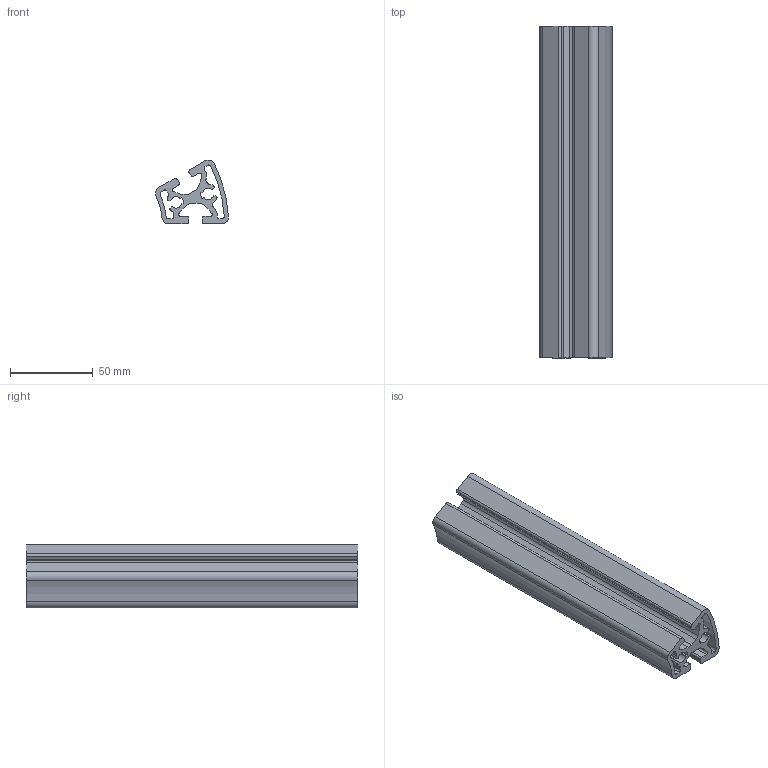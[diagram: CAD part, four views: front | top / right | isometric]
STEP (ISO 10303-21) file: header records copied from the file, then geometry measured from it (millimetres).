
FILE_DESCRIPTION(/* description */ ('Aluminiumprofil R40/80-30°'),/* implementation_level */ '2;1');
FILE_NAME(/* name */ 'Syskomp 281408931 Aluminiumprofil R40_80-30°.stp',/* time_stamp */ '2017-06-07T14:25:54+02:00',/* author */ ('wheldmann'),/* organization */ (''),/* preprocessor_version */ 'ST-DEVELOPER v16.1',/* originating_system */ 'Autodesk Inventor 2016',/* authorisation */ ' ');
FILE_SCHEMA (('AUTOMOTIVE_DESIGN { 1 0 10303 214 3 1 1 }'));
Length unit declared in the file: millimetre
Products named in the file (1): 281408931 Aluminiumprofil R40_80-30° - 200
Bounding box: 43.93 x 200 x 38.48 mm (x, y, z)
Volume: 124473.2 mm3; surface area: 75070.9 mm2
Topology: 1 solids, 1 shells, 102 faces, 300 edges, 200 vertices
Faces by surface type: cylinder 70, plane 32
Entity records: 3496 total; most frequent: DIRECTION 646, CARTESIAN_POINT 603, ORIENTED_EDGE 600, EDGE_CURVE 300, AXIS2_PLACEMENT_3D 243, VERTEX_POINT 200, LINE 160, VECTOR 160
